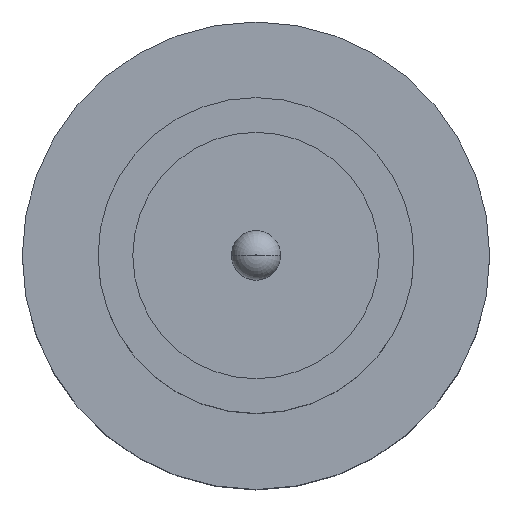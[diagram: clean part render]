
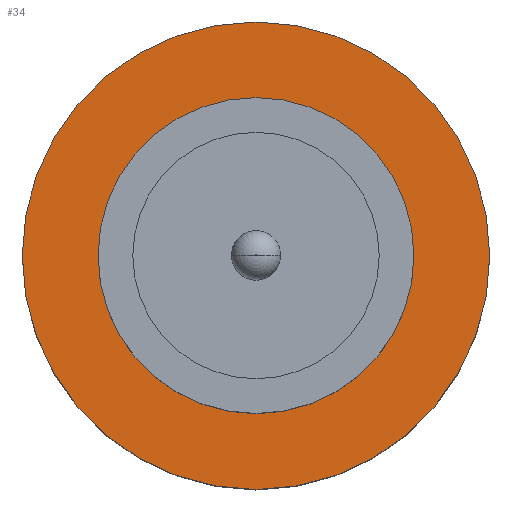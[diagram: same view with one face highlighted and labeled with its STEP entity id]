
A CAD part, top view. The second image highlights one B-rep face of the part: STEP entity #34.
In plain terms, the highlighted planar face has unit normal (0, 0, 1).
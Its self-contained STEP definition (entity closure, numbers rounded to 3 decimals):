
#15 = AXIS2_PLACEMENT_3D ( 'NONE', #394, #244, #854 ) ;
#24 = AXIS2_PLACEMENT_3D ( 'NONE', #382, #87, #654 ) ;
#34 = ADVANCED_FACE ( 'NONE', ( #450, #838 ), #844, .T. ) ;
#41 = ORIENTED_EDGE ( 'NONE', *, *, #42, .F. ) ;
#42 = EDGE_CURVE ( 'NONE', #765, #76, #189, .T. ) ;
#75 = DIRECTION ( 'NONE',  ( 0., 0., 1. ) ) ;
#76 = VERTEX_POINT ( 'NONE', #508 ) ;
#86 = EDGE_LOOP ( 'NONE', ( #318, #41 ) ) ;
#87 = DIRECTION ( 'NONE',  ( 0., 0., 1. ) ) ;
#165 = EDGE_CURVE ( 'NONE', #634, #599, #848, .T. ) ;
#189 = CIRCLE ( 'NONE', #24, 1.25 ) ;
#197 = EDGE_CURVE ( 'NONE', #599, #634, #569, .T. ) ;
#232 = CARTESIAN_POINT ( 'NONE',  ( 0., 0., 1.55 ) ) ;
#242 = DIRECTION ( 'NONE',  ( 1., 0., 0. ) ) ;
#244 = DIRECTION ( 'NONE',  ( 0., 0., 1. ) ) ;
#285 = CARTESIAN_POINT ( 'NONE',  ( -1.85, 0., 1.55 ) ) ;
#314 = CARTESIAN_POINT ( 'NONE',  ( 0., 0., 1.55 ) ) ;
#318 = ORIENTED_EDGE ( 'NONE', *, *, #890, .F. ) ;
#339 = AXIS2_PLACEMENT_3D ( 'NONE', #314, #590, #242 ) ;
#363 = CARTESIAN_POINT ( 'NONE',  ( 1.85, 0., 1.55 ) ) ;
#382 = CARTESIAN_POINT ( 'NONE',  ( 0., 0., 1.55 ) ) ;
#394 = CARTESIAN_POINT ( 'NONE',  ( 0., 0., 1.55 ) ) ;
#450 = FACE_BOUND ( 'NONE', #86, .T. ) ;
#453 = ORIENTED_EDGE ( 'NONE', *, *, #165, .T. ) ;
#508 = CARTESIAN_POINT ( 'NONE',  ( 1.25, 0., 1.55 ) ) ;
#550 = EDGE_LOOP ( 'NONE', ( #712, #453 ) ) ;
#569 = CIRCLE ( 'NONE', #15, 1.85 ) ;
#580 = DIRECTION ( 'NONE',  ( 1., 0., 0. ) ) ;
#590 = DIRECTION ( 'NONE',  ( 0., 0., 1. ) ) ;
#599 = VERTEX_POINT ( 'NONE', #285 ) ;
#634 = VERTEX_POINT ( 'NONE', #363 ) ;
#654 = DIRECTION ( 'NONE',  ( 1., 0., 0. ) ) ;
#672 = CARTESIAN_POINT ( 'NONE',  ( -1.25, 0., 1.55 ) ) ;
#675 = CIRCLE ( 'NONE', #767, 1.25 ) ;
#693 = DIRECTION ( 'NONE',  ( 0., 0., 1. ) ) ;
#712 = ORIENTED_EDGE ( 'NONE', *, *, #197, .T. ) ;
#765 = VERTEX_POINT ( 'NONE', #672 ) ;
#766 = CARTESIAN_POINT ( 'NONE',  ( 0., 0., 1.55 ) ) ;
#767 = AXIS2_PLACEMENT_3D ( 'NONE', #766, #693, #813 ) ;
#771 = AXIS2_PLACEMENT_3D ( 'NONE', #232, #75, #580 ) ;
#813 = DIRECTION ( 'NONE',  ( 1., 0., 0. ) ) ;
#838 = FACE_OUTER_BOUND ( 'NONE', #550, .T. ) ;
#844 = PLANE ( 'NONE',  #771 ) ;
#848 = CIRCLE ( 'NONE', #339, 1.85 ) ;
#854 = DIRECTION ( 'NONE',  ( 1., 0., 0. ) ) ;
#890 = EDGE_CURVE ( 'NONE', #76, #765, #675, .T. ) ;
